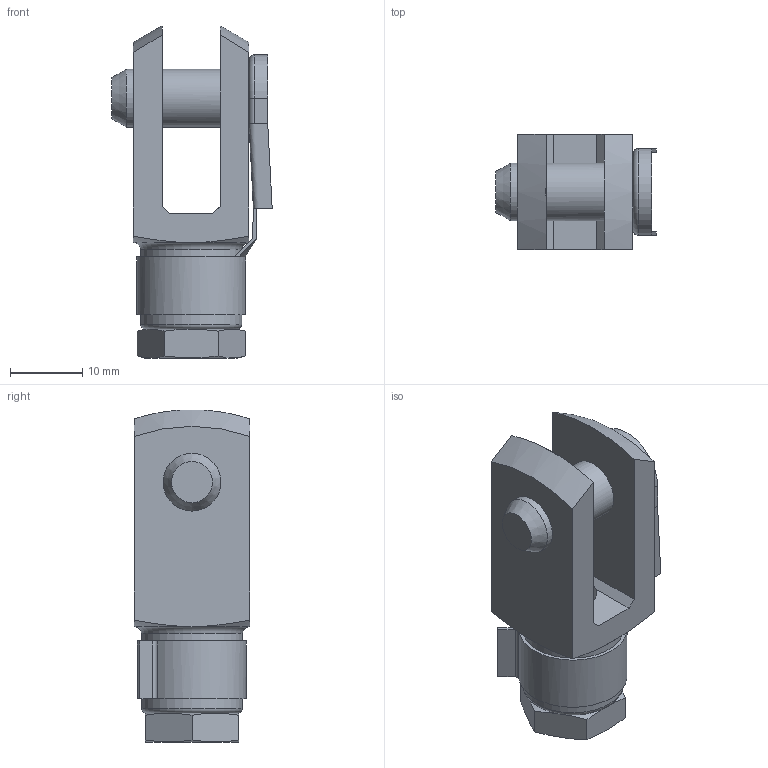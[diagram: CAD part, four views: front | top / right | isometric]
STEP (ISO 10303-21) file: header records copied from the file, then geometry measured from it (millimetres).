
FILE_DESCRIPTION(/* description */ ('STEP AP214'),/* implementation_level */ '2;1');
FILE_NAME(/* name */ '3111_SG-M8',/* time_stamp */ '2024-09-09T22:39:32+02:00',/* author */ ('License CC BY-ND 4.0'),/* organization */ ('CADENAS'),/* preprocessor_version */ 'ST-DEVELOPER v19.3',/* originating_system */ 'PARTsolutions',/* authorisation */ ' ');
FILE_SCHEMA (('AUTOMOTIVE_DESIGN {1 0 10303 214 3 1 1}'));
Length unit declared in the file: millimetre
Products named in the file (4): 3111 SG-M8; 3111 SG-M8---(GK); DIN-439-B - M8(F); 204292 FKB-8X16
Assembly tree (3 placements, depth 2):
  3111 SG-M8
    3111 SG-M8---(GK)
    DIN-439-B - M8(F)
    204292 FKB-8X16
Bounding box: 22.22 x 16 x 46 mm (x, y, z)
Volume: 6863.2 mm3; surface area: 5900.4 mm2
Topology: 3 solids, 3 shells, 88 faces, 223 edges, 142 vertices
Faces by surface type: plane 49, cylinder 17, cone 12, torus 5, bspline 5
Full cylindrical faces by diameter (mm): 6.647 x2, 8 x3, 10 x1, 14 x1
Entity records: 2718 total; most frequent: CARTESIAN_POINT 607, DIRECTION 411, ORIENTED_EDGE 400, EDGE_CURVE 200, AXIS2_PLACEMENT_3D 154, VERTEX_POINT 136, EDGE_LOOP 114, FACE_BOUND 114
